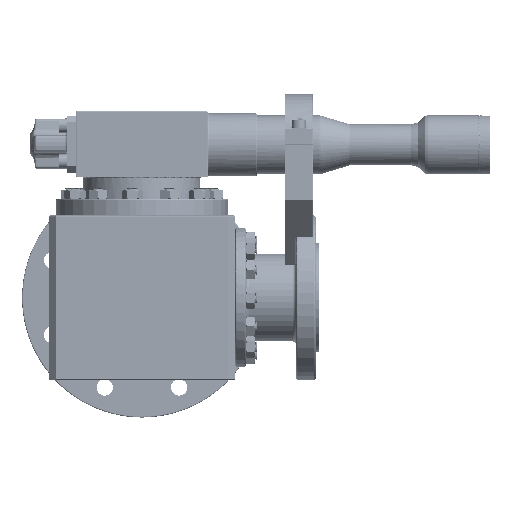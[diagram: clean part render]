
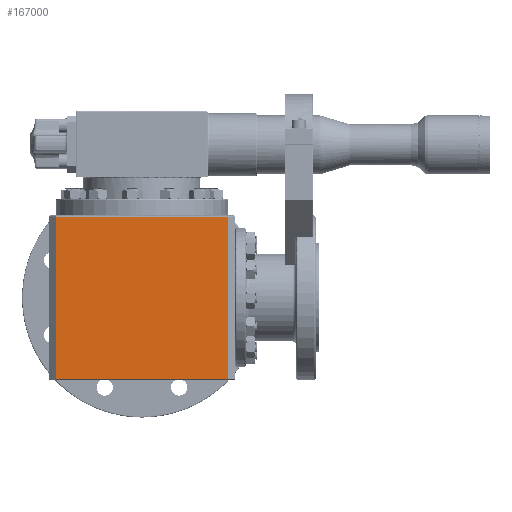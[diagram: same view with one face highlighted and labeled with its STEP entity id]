
A CAD part, left-side view. The second image highlights one B-rep face of the part: STEP entity #167000.
In plain terms, the highlighted free-form (B-spline) face has degree [1, 1] with [2, 2] control points.
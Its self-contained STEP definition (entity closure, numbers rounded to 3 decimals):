
#163479 = VERTEX_POINT('',#163480);
#163480 = CARTESIAN_POINT('',(77.939,-94.23,
    88.731));
#163510 = VERTEX_POINT('',#163511);
#163511 = CARTESIAN_POINT('',(77.939,94.23,
    88.731));
#163517 = EDGE_CURVE('',#163510,#163479,#163518,.T.);
#163518 = B_SPLINE_CURVE_WITH_KNOTS('',1,(#163519,#163520),
  .UNSPECIFIED.,.F.,.F.,(2,2),(-41.086,116.086),
  .PIECEWISE_BEZIER_KNOTS.);
#163519 = CARTESIAN_POINT('',(77.939,94.23,
    88.731));
#163520 = CARTESIAN_POINT('',(77.939,-94.23,
    88.731));
#163611 = VERTEX_POINT('',#163612);
#163612 = CARTESIAN_POINT('',(77.939,-94.23,
    -88.731));
#163707 = EDGE_CURVE('',#163611,#163708,#163710,.T.);
#163708 = VERTEX_POINT('',#163709);
#163709 = CARTESIAN_POINT('',(77.939,94.23,
    -88.731));
#163710 = B_SPLINE_CURVE_WITH_KNOTS('',1,(#163711,#163712),
  .UNSPECIFIED.,.F.,.F.,(2,2),(-41.086,116.086),
  .PIECEWISE_BEZIER_KNOTS.);
#163711 = CARTESIAN_POINT('',(77.939,-94.23,
    -88.731));
#163712 = CARTESIAN_POINT('',(77.939,94.23,
    -88.731));
#163813 = EDGE_CURVE('',#163708,#163510,#163814,.T.);
#163814 = B_SPLINE_CURVE_WITH_KNOTS('',1,(#163815,#163816),
  .UNSPECIFIED.,.F.,.F.,(2,2),(-55.25,92.75),.PIECEWISE_BEZIER_KNOTS.);
#163815 = CARTESIAN_POINT('',(77.939,94.23,
    -88.731));
#163816 = CARTESIAN_POINT('',(77.939,94.23,
    88.731));
#164060 = EDGE_CURVE('',#163479,#163611,#164061,.T.);
#164061 = B_SPLINE_CURVE_WITH_KNOTS('',1,(#164062,#164063),
  .UNSPECIFIED.,.F.,.F.,(2,2),(-55.25,92.75),.PIECEWISE_BEZIER_KNOTS.);
#164062 = CARTESIAN_POINT('',(77.939,-94.23,
    88.731));
#164063 = CARTESIAN_POINT('',(77.939,-94.23,
    -88.731));
#167000 = ADVANCED_FACE('',(#167001),#167007,.F.);
#167001 = FACE_BOUND('',#167002,.T.);
#167002 = EDGE_LOOP('',(#167003,#167004,#167005,#167006));
#167003 = ORIENTED_EDGE('',*,*,#163707,.F.);
#167004 = ORIENTED_EDGE('',*,*,#164060,.F.);
#167005 = ORIENTED_EDGE('',*,*,#163517,.F.);
#167006 = ORIENTED_EDGE('',*,*,#163813,.F.);
#167007 = B_SPLINE_SURFACE_WITH_KNOTS('',1,1,(
    (#167008,#167009)
    ,(#167010,#167011
  )),.UNSPECIFIED.,.F.,.F.,.F.,(2,2),(2,2),(-74.,74.),(-78.586,
    78.586),.PIECEWISE_BEZIER_KNOTS.);
#167008 = CARTESIAN_POINT('',(77.939,-94.23,
    88.731));
#167009 = CARTESIAN_POINT('',(77.939,94.23,
    88.731));
#167010 = CARTESIAN_POINT('',(77.939,-94.23,
    -88.731));
#167011 = CARTESIAN_POINT('',(77.939,94.23,
    -88.731));
